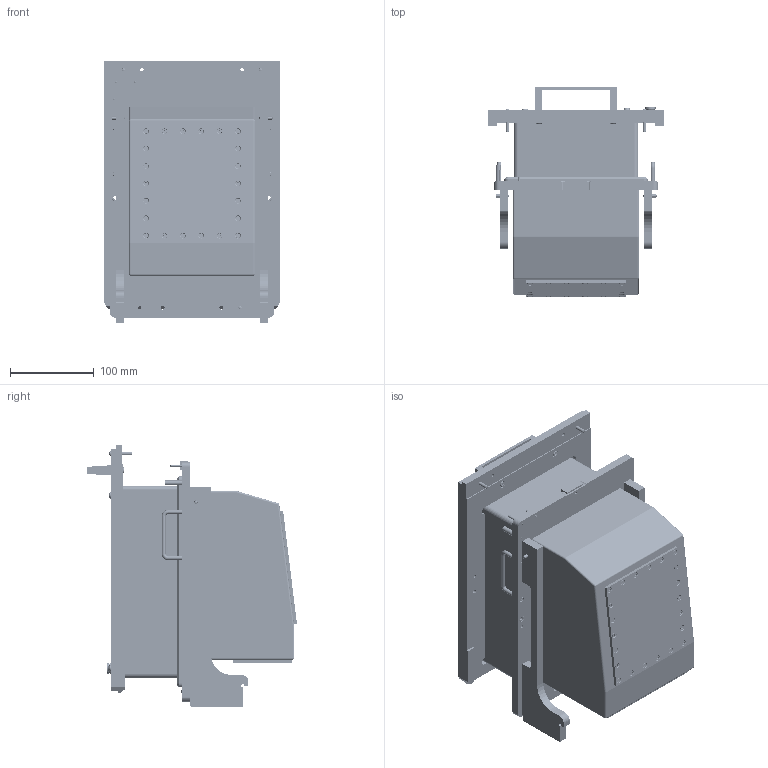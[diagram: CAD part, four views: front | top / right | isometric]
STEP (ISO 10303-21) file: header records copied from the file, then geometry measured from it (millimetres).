
FILE_DESCRIPTION (( 'STEP AP214' ), '1' );
FILE_NAME ('INGUN_154011.STEP', '2024-04-29T08:00:09', ( '' ), ( '' ), 'SwSTEP 2.0', 'SolidWorks 2021', '' );
FILE_SCHEMA (( 'AUTOMOTIVE_DESIGN' ));
Length unit declared in the file: millimetre
Products named in the file (65): ISO7380~n_M03,0x008; 5015~0; DIN6325~n_04,0m6x012; 112203~1; 112201~4; 41369~1_S; 112376~0_<S> 112376_792; ISO7380~n_M04,0x012; 3917~3_M 3 A; 115171~0_S; 112204~6_S; 53731~0; ISO7380~n_M04,0x016; 112528~1; 112170~2_S; ISO7380~n_M03,0x005; DIN7991~n_M03,0x008 VA; ISO7380~n_M04,0x010; INGUN_154011; 50091_9ml~0_S; DIN7979~n_04,0m6x020M3; DIN912~n_M03,0x012; 2229~6; DIN7991~n_M03,0x006; 112573~0_S; DIN6325~n_03,0m6x024; 1598~0; 112199~1; 112200~0_ICT Stellung Kontaktiert <Standard>; 32880~0_S; DIN912~n_M04,0x016; 35419~0; 1607~1; 2196~6; 32884~1_S; 110222~0_S; DIN912~n_M04,0x012; 32879~0_S; ISO7380~n_M04,0x008; DIN6325~n_06,0m6x030 ...
Assembly tree (145 placements, depth 5):
  INGUN_154011
    112199~1
      112204~6_S
      112498~5
      41369~1_S  x4
      112170~2_S
      1607~1
      48213~0_S
      5015~0
      ISO7380~n_M03,0x008  x2
      DIN7979~n_04,0m6x020M3  x2
      DIN912~n_M04,0x016  x2
      ISO7380~n_M04,0x006  x3
      110222~0_S
      ISO7380~n_M04,0x010  x4
      ISO7380~n_M04,0x016  x4
      ISO7380~n_M04,0x008
      ISO7380~n_M03,0x005
      115171~0_S
        114982~0_S
        115042~0_S
          107905~0_S
      115170~0_S
        114982~0_S
        115042~0_S
          107905~0_S
    112200~0_ICT Stellung Kontaktiert <Standard>
      112201~4
      112528~1_S
        112528~1
        Gewindebuchse~n_M05-03,9 offen  x2
      112202~0_S
        112203~1
        32879~0_S
        32880~0_S
        112572~0_S
        112573~0_S
        32883~2_S  x2
        32884~1_S  x2
        DIN7991~n_M03,0x008 VA  x40
        DIN7991~n_M03,0x006  x4
      50091_9ml~0_S
      112023~0_S  x2
      112527~1_S
      35419~0  x4
      2196~6
      2229~6  x2
      43627~0_Hub 22,5mm<Standard>  x4
      32293~0_S
      112376~0_<S> 112376_792
      112376~0_<S> 112376_746
      1598~0  x2
      41899~3_flexiebel <S>
        KS-113-Master__ADA~ks_KS-113 23
        GKS-114-0015__ADA~gks_Hub = 08,0 <S>
        53731~0
        3917~3_M 3 A
      2528~0  x4
      DIN912~n_M04,0x012
      ISO7380~n_M04,0x012
Bounding box: 210 x 251.31 x 313 mm (x, y, z)
Volume: 2312686.1 mm3; surface area: 1108660 mm2
Topology: 149 solids, 149 shells, 5779 faces, 14033 edges, 8971 vertices
Faces by surface type: cylinder 2719, plane 2216, cone 600, torus 138, bspline 62, sphere 44
Entity records: 118964 total; most frequent: CARTESIAN_POINT 23338, DIRECTION 19649, ORIENTED_EDGE 17314, EDGE_CURVE 8657, AXIS2_PLACEMENT_3D 7388, VERTEX_POINT 5619, LINE 4873, VECTOR 4873
